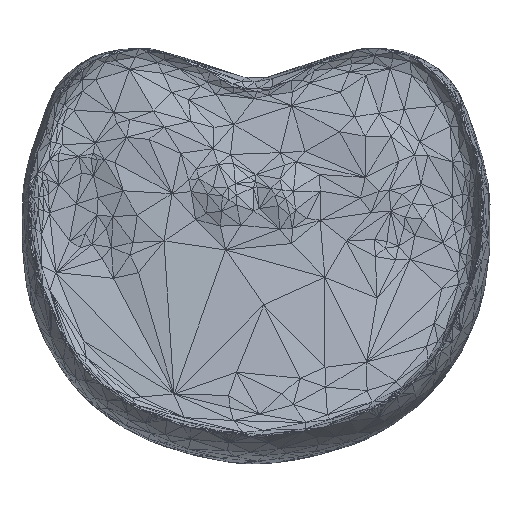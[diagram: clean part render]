
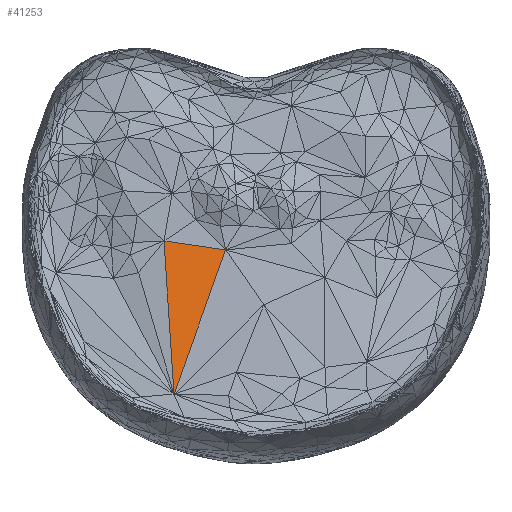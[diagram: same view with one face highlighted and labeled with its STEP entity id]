
A CAD part, top view. The second image highlights one B-rep face of the part: STEP entity #41253.
In plain terms, the highlighted planar face has unit normal (-0.032, 0.213, 0.977).
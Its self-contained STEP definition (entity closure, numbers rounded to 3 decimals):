
#2799=FACE_OUTER_BOUND('',#6297,.T.);
#6297=EDGE_LOOP('',(#32829,#32830,#32831));
#10623=LINE('',#64926,#15870);
#11226=LINE('',#66132,#16473);
#11227=LINE('',#66133,#16474);
#15870=VECTOR('',#53835,14.164);
#16473=VECTOR('',#55266,5.665);
#16474=VECTOR('',#55267,14.268);
#18718=VERTEX_POINT('',#64893);
#18722=VERTEX_POINT('',#64909);
#18911=VERTEX_POINT('',#66128);
#22842=EDGE_CURVE('',#18722,#18718,#10623,.T.);
#23445=EDGE_CURVE('',#18911,#18718,#11226,.T.);
#23446=EDGE_CURVE('',#18722,#18911,#11227,.T.);
#32829=ORIENTED_EDGE('',*,*,#22842,.T.);
#32830=ORIENTED_EDGE('',*,*,#23445,.F.);
#32831=ORIENTED_EDGE('',*,*,#23446,.F.);
#37755=PLANE('',#44765);
#41253=ADVANCED_FACE('',(#2799),#37755,.T.);
#44765=AXIS2_PLACEMENT_3D('',#66131,#55264,#55265);
#53835=DIRECTION('',(0.331,0.924,-0.191));
#55264=DIRECTION('center_axis',(-0.032,0.213,0.977));
#55265=DIRECTION('ref_axis',(0.999,0.,0.033));
#55266=DIRECTION('',(0.988,-0.144,0.064));
#55267=DIRECTION('',(-0.064,0.975,-0.214));
#64893=CARTESIAN_POINT('',(-3.409,-92.873,1042.64));
#64909=CARTESIAN_POINT('',(-8.092,-105.965,1045.34));
#64926=CARTESIAN_POINT('',(-8.092,-105.965,1045.34));
#66128=CARTESIAN_POINT('',(-9.004,-92.059,1042.28));
#66131=CARTESIAN_POINT('Origin',(-31.822,212.487,975.176));
#66132=CARTESIAN_POINT('',(-9.004,-92.059,1042.28));
#66133=CARTESIAN_POINT('',(-8.092,-105.965,1045.34));
